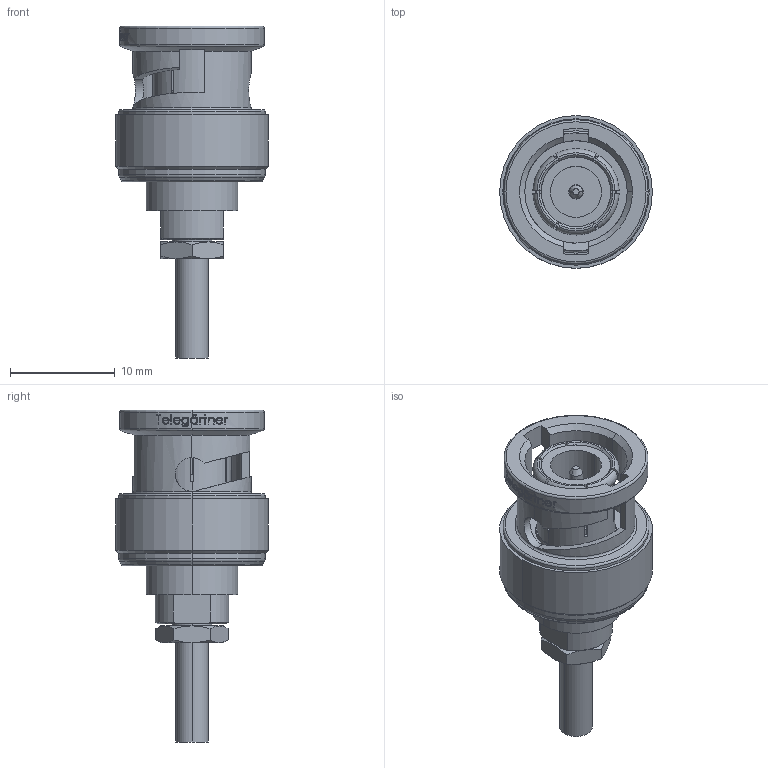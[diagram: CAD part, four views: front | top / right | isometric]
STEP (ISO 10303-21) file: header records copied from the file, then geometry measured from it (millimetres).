
FILE_DESCRIPTION (( 'STEP AP214' ), '1' );
FILE_NAME ('J01000B0018.STEP', '2013-05-02T13:44:28', ( 'Wartung' ), ( '' ), 'SwSTEP 2.0', 'SolidWorks 2012', '' );
FILE_SCHEMA (( 'AUTOMOTIVE_DESIGN' ));
Length unit declared in the file: millimetre
Products named in the file (1): J01000B0018
Bounding box: 14.6 x 14.6 x 31.75 mm (x, y, z)
Volume: 1897.5 mm3; surface area: 2087.9 mm2
Topology: 1 solids, 1 shells, 325 faces, 851 edges, 555 vertices
Faces by surface type: plane 119, bspline 78, cylinder 69, cone 41, torus 18
Entity records: 16502 total; most frequent: CARTESIAN_POINT 5535, ORIENTED_EDGE 1702, DIRECTION 1332, EDGE_CURVE 851, VERTEX_POINT 555, AXIS2_PLACEMENT_3D 481, LINE 370, VECTOR 370
